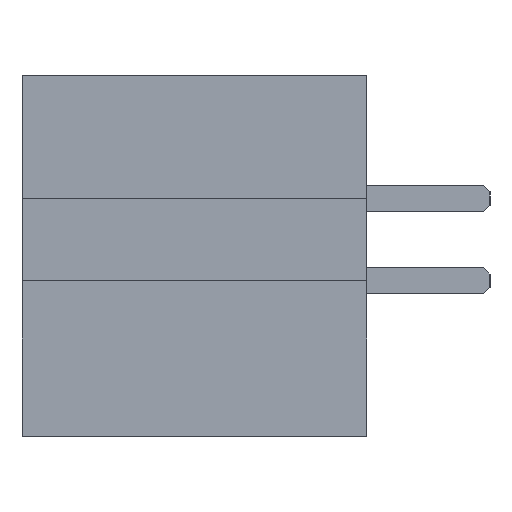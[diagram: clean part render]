
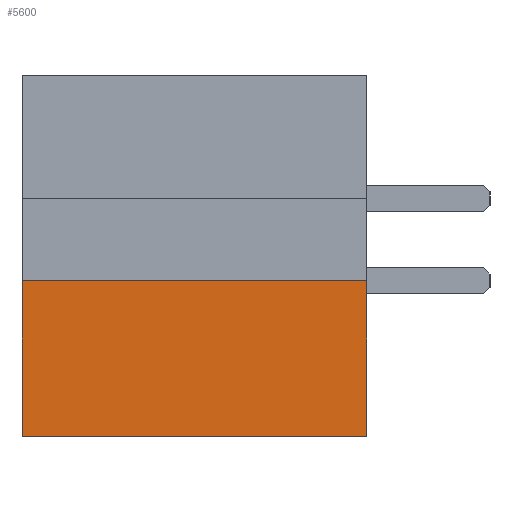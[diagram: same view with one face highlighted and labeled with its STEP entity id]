
A CAD part, left-side view. The second image highlights one B-rep face of the part: STEP entity #5600.
In plain terms, the highlighted planar face has unit normal (-1, 0, 0).
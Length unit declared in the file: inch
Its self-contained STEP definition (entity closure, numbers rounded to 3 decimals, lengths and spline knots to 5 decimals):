
#109=ORIENTED_EDGE('',*,*,#1755,.F.);
#110=ORIENTED_EDGE('',*,*,#1757,.T.);
#111=ORIENTED_EDGE('',*,*,#1733,.T.);
#112=ORIENTED_EDGE('',*,*,#1705,.T.);
#1705=EDGE_CURVE('',#2533,#2535,#3087,.T.);
#1733=EDGE_CURVE('',#2561,#2533,#3115,.T.);
#1755=EDGE_CURVE('',#2576,#2535,#3137,.T.);
#1757=EDGE_CURVE('',#2576,#2561,#3139,.T.);
#2533=VERTEX_POINT('',#7619);
#2535=VERTEX_POINT('',#7623);
#2561=VERTEX_POINT('',#7680);
#2576=VERTEX_POINT('',#7720);
#3087=LINE('',#7624,#3917);
#3115=LINE('',#7679,#3945);
#3137=LINE('',#7721,#3967);
#3139=LINE('',#7724,#3969);
#3917=VECTOR('',#6213,39.37008);
#3945=VECTOR('',#6245,39.37008);
#3967=VECTOR('',#6275,39.37008);
#3969=VECTOR('',#6279,39.37008);
#4748=EDGE_LOOP('',(#109,#110,#111,#112));
#5032=FACE_BOUND('',#4748,.T.);
#5316=PLANE('',#5921);
#5600=ADVANCED_FACE('',(#5032),#5316,.F.);
#5921=AXIS2_PLACEMENT_3D('',#7723,#6277,#6278);
#6213=DIRECTION('',(0.,-1.,0.));
#6245=DIRECTION('',(0.,0.,-1.));
#6275=DIRECTION('',(0.,0.,-1.));
#6277=DIRECTION('',(1.,0.,0.));
#6278=DIRECTION('',(0.,0.,-1.));
#6279=DIRECTION('',(0.,1.,0.));
#7619=CARTESIAN_POINT('',(-0.375,0.21,-0.12));
#7623=CARTESIAN_POINT('',(-0.375,0.,-0.12));
#7624=CARTESIAN_POINT('',(-0.375,0.21,-0.12));
#7679=CARTESIAN_POINT('',(-0.375,0.21,0.1));
#7680=CARTESIAN_POINT('',(-0.375,0.21,-0.025));
#7720=CARTESIAN_POINT('',(-0.375,0.,-0.025));
#7721=CARTESIAN_POINT('',(-0.375,0.,0.1));
#7723=CARTESIAN_POINT('',(-0.375,0.21,0.1));
#7724=CARTESIAN_POINT('',(-0.375,0.21,-0.025));
